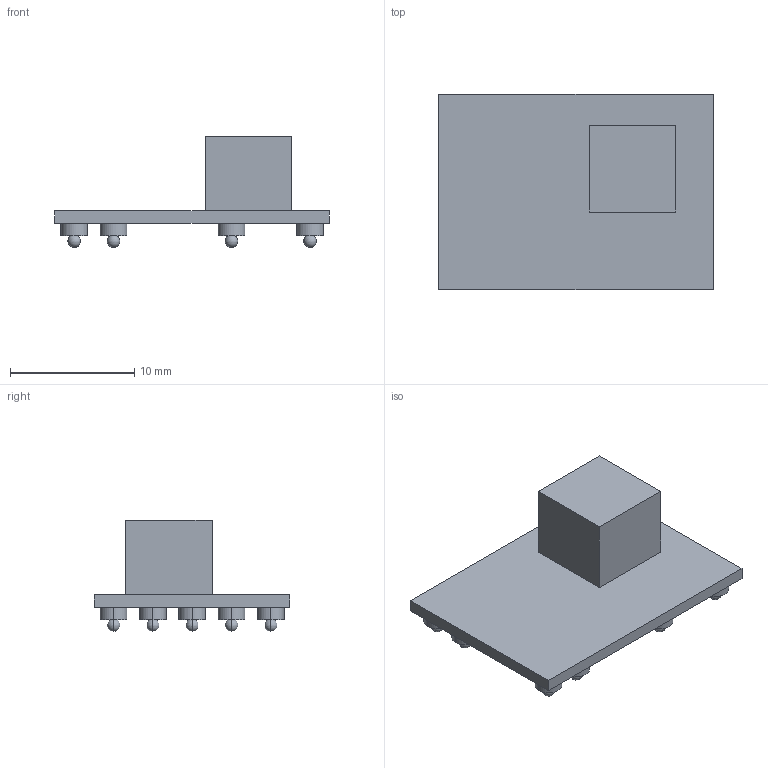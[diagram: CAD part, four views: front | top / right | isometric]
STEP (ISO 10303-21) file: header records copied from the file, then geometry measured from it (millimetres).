
FILE_DESCRIPTION((''),'2;1');
FILE_NAME('PRT0003','2010-08-10T',('Simon'),(''),'PRO/ENGINEER BY PARAMETRIC TECHNOLOGY CORPORATION, 2008400','PRO/ENGINEER BY PARAMETRIC TECHNOLOGY CORPORATION, 2008400','');
FILE_SCHEMA(('AUTOMOTIVE_DESIGN_CC2 { 1 2 10303 214 -1 1 5 2 }'));
Length unit declared in the file: millimetre
Products named in the file (1): PRT0003
Bounding box: 22.1 x 15.75 x 8.96 mm (x, y, z)
Volume: 688.4 mm3; surface area: 1046.3 mm2
Topology: 1 solids, 1 shells, 66 faces, 156 edges, 93 vertices
Faces by surface type: plane 22, cylinder 22, sphere 22
Entity records: 2653 total; most frequent: DIRECTION 354, CARTESIAN_POINT 293, ORIENTED_EDGE 268, PRESENTATION_STYLE_ASSIGNMENT 168, AXIS2_PLACEMENT_3D 154, STYLED_ITEM 135, CURVE_STYLE 134, EDGE_CURVE 134
